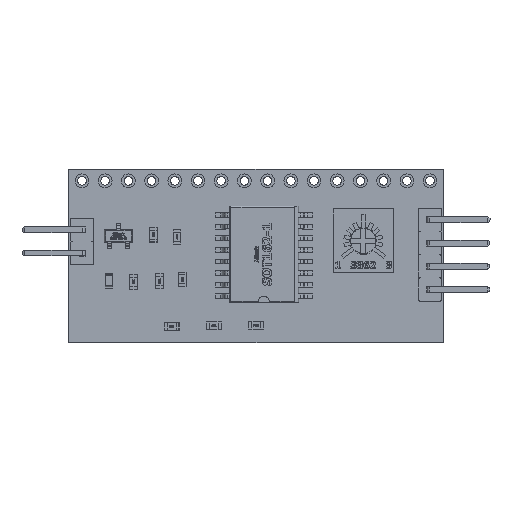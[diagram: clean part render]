
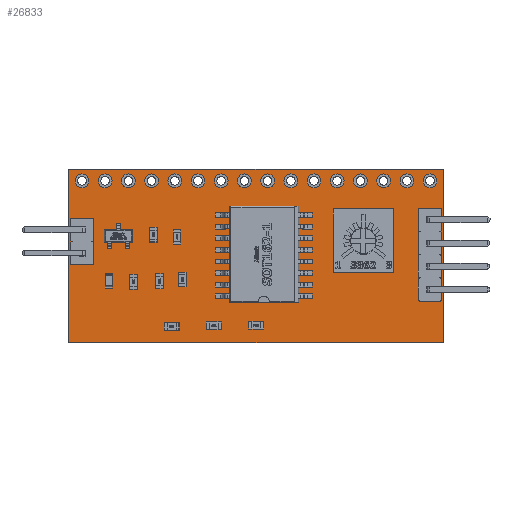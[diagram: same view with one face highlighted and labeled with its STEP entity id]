
A CAD part, top view. The second image highlights one B-rep face of the part: STEP entity #26833.
In plain terms, the highlighted planar face has unit normal (0, 0, 1).
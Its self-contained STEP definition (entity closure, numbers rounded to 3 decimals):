
#1649=FACE_BOUND('',#4563,.T.);
#1650=FACE_BOUND('',#4564,.T.);
#1651=FACE_BOUND('',#4565,.T.);
#1652=FACE_BOUND('',#4566,.T.);
#1653=FACE_BOUND('',#4567,.T.);
#1654=FACE_BOUND('',#4568,.T.);
#1655=FACE_BOUND('',#4569,.T.);
#1656=FACE_BOUND('',#4570,.T.);
#1657=FACE_BOUND('',#4571,.T.);
#1658=FACE_BOUND('',#4572,.T.);
#1659=FACE_BOUND('',#4573,.T.);
#1660=FACE_BOUND('',#4574,.T.);
#1661=FACE_BOUND('',#4575,.T.);
#1662=FACE_BOUND('',#4576,.T.);
#1663=FACE_BOUND('',#4577,.T.);
#1664=FACE_BOUND('',#4578,.T.);
#1665=FACE_BOUND('',#4579,.T.);
#1666=FACE_BOUND('',#4580,.T.);
#1667=FACE_BOUND('',#4581,.T.);
#1668=FACE_BOUND('',#4582,.T.);
#1669=FACE_BOUND('',#4583,.T.);
#1670=FACE_BOUND('',#4584,.T.);
#1878=PLANE('',#28937);
#2896=FACE_OUTER_BOUND('',#4562,.T.);
#4562=EDGE_LOOP('',(#18967,#18968,#18969,#18970));
#4563=EDGE_LOOP('',(#18971));
#4564=EDGE_LOOP('',(#18972));
#4565=EDGE_LOOP('',(#18973));
#4566=EDGE_LOOP('',(#18974));
#4567=EDGE_LOOP('',(#18975));
#4568=EDGE_LOOP('',(#18976));
#4569=EDGE_LOOP('',(#18977));
#4570=EDGE_LOOP('',(#18978));
#4571=EDGE_LOOP('',(#18979));
#4572=EDGE_LOOP('',(#18980));
#4573=EDGE_LOOP('',(#18981));
#4574=EDGE_LOOP('',(#18982));
#4575=EDGE_LOOP('',(#18983));
#4576=EDGE_LOOP('',(#18984));
#4577=EDGE_LOOP('',(#18985));
#4578=EDGE_LOOP('',(#18986));
#4579=EDGE_LOOP('',(#18987));
#4580=EDGE_LOOP('',(#18988));
#4581=EDGE_LOOP('',(#18989));
#4582=EDGE_LOOP('',(#18990));
#4583=EDGE_LOOP('',(#18991));
#4584=EDGE_LOOP('',(#18992));
#6295=LINE('',#37332,#8916);
#6298=LINE('',#37338,#8919);
#6301=LINE('',#37344,#8922);
#6304=LINE('',#37348,#8925);
#8916=VECTOR('',#31104,10.);
#8919=VECTOR('',#31109,10.);
#8922=VECTOR('',#31114,10.);
#8925=VECTOR('',#31119,10.);
#11481=CIRCLE('',#28711,0.75);
#11484=CIRCLE('',#28716,0.75);
#11487=CIRCLE('',#28721,0.75);
#11490=CIRCLE('',#28726,0.75);
#11499=CIRCLE('',#28741,0.75);
#11502=CIRCLE('',#28746,0.75);
#11553=CIRCLE('',#28831,0.75);
#11556=CIRCLE('',#28836,0.75);
#11559=CIRCLE('',#28841,0.75);
#11562=CIRCLE('',#28846,0.75);
#11565=CIRCLE('',#28851,0.75);
#11568=CIRCLE('',#28856,0.75);
#11571=CIRCLE('',#28861,0.75);
#11574=CIRCLE('',#28866,0.75);
#11577=CIRCLE('',#28871,0.75);
#11580=CIRCLE('',#28876,0.75);
#11583=CIRCLE('',#28881,0.75);
#11586=CIRCLE('',#28886,0.75);
#11589=CIRCLE('',#28891,0.75);
#11592=CIRCLE('',#28896,0.75);
#11595=CIRCLE('',#28901,0.75);
#11598=CIRCLE('',#28906,0.75);
#12057=VERTEX_POINT('',#36922);
#12060=VERTEX_POINT('',#36931);
#12063=VERTEX_POINT('',#36940);
#12066=VERTEX_POINT('',#36949);
#12075=VERTEX_POINT('',#36976);
#12078=VERTEX_POINT('',#36985);
#12129=VERTEX_POINT('',#37138);
#12132=VERTEX_POINT('',#37147);
#12135=VERTEX_POINT('',#37156);
#12138=VERTEX_POINT('',#37165);
#12141=VERTEX_POINT('',#37174);
#12144=VERTEX_POINT('',#37183);
#12147=VERTEX_POINT('',#37192);
#12150=VERTEX_POINT('',#37201);
#12153=VERTEX_POINT('',#37210);
#12156=VERTEX_POINT('',#37219);
#12159=VERTEX_POINT('',#37228);
#12162=VERTEX_POINT('',#37237);
#12165=VERTEX_POINT('',#37246);
#12168=VERTEX_POINT('',#37255);
#12171=VERTEX_POINT('',#37264);
#12174=VERTEX_POINT('',#37273);
#12179=VERTEX_POINT('',#37329);
#12180=VERTEX_POINT('',#37331);
#12182=VERTEX_POINT('',#37337);
#12184=VERTEX_POINT('',#37343);
#14662=EDGE_CURVE('',#12057,#12057,#11481,.T.);
#14666=EDGE_CURVE('',#12060,#12060,#11484,.T.);
#14670=EDGE_CURVE('',#12063,#12063,#11487,.T.);
#14674=EDGE_CURVE('',#12066,#12066,#11490,.T.);
#14686=EDGE_CURVE('',#12075,#12075,#11499,.T.);
#14690=EDGE_CURVE('',#12078,#12078,#11502,.T.);
#14758=EDGE_CURVE('',#12129,#12129,#11553,.T.);
#14762=EDGE_CURVE('',#12132,#12132,#11556,.T.);
#14766=EDGE_CURVE('',#12135,#12135,#11559,.T.);
#14770=EDGE_CURVE('',#12138,#12138,#11562,.T.);
#14774=EDGE_CURVE('',#12141,#12141,#11565,.T.);
#14778=EDGE_CURVE('',#12144,#12144,#11568,.T.);
#14782=EDGE_CURVE('',#12147,#12147,#11571,.T.);
#14786=EDGE_CURVE('',#12150,#12150,#11574,.T.);
#14790=EDGE_CURVE('',#12153,#12153,#11577,.T.);
#14794=EDGE_CURVE('',#12156,#12156,#11580,.T.);
#14798=EDGE_CURVE('',#12159,#12159,#11583,.T.);
#14802=EDGE_CURVE('',#12162,#12162,#11586,.T.);
#14806=EDGE_CURVE('',#12165,#12165,#11589,.T.);
#14810=EDGE_CURVE('',#12168,#12168,#11592,.T.);
#14814=EDGE_CURVE('',#12171,#12171,#11595,.T.);
#14818=EDGE_CURVE('',#12174,#12174,#11598,.T.);
#14846=EDGE_CURVE('',#12180,#12179,#6295,.T.);
#14849=EDGE_CURVE('',#12182,#12180,#6298,.T.);
#14852=EDGE_CURVE('',#12184,#12182,#6301,.T.);
#14855=EDGE_CURVE('',#12179,#12184,#6304,.T.);
#18967=ORIENTED_EDGE('',*,*,#14855,.T.);
#18968=ORIENTED_EDGE('',*,*,#14852,.T.);
#18969=ORIENTED_EDGE('',*,*,#14849,.T.);
#18970=ORIENTED_EDGE('',*,*,#14846,.T.);
#18971=ORIENTED_EDGE('',*,*,#14662,.T.);
#18972=ORIENTED_EDGE('',*,*,#14666,.T.);
#18973=ORIENTED_EDGE('',*,*,#14670,.T.);
#18974=ORIENTED_EDGE('',*,*,#14674,.T.);
#18975=ORIENTED_EDGE('',*,*,#14686,.T.);
#18976=ORIENTED_EDGE('',*,*,#14690,.T.);
#18977=ORIENTED_EDGE('',*,*,#14758,.T.);
#18978=ORIENTED_EDGE('',*,*,#14762,.T.);
#18979=ORIENTED_EDGE('',*,*,#14766,.T.);
#18980=ORIENTED_EDGE('',*,*,#14770,.T.);
#18981=ORIENTED_EDGE('',*,*,#14774,.T.);
#18982=ORIENTED_EDGE('',*,*,#14778,.T.);
#18983=ORIENTED_EDGE('',*,*,#14782,.T.);
#18984=ORIENTED_EDGE('',*,*,#14786,.T.);
#18985=ORIENTED_EDGE('',*,*,#14790,.T.);
#18986=ORIENTED_EDGE('',*,*,#14794,.T.);
#18987=ORIENTED_EDGE('',*,*,#14798,.T.);
#18988=ORIENTED_EDGE('',*,*,#14802,.T.);
#18989=ORIENTED_EDGE('',*,*,#14806,.T.);
#18990=ORIENTED_EDGE('',*,*,#14810,.T.);
#18991=ORIENTED_EDGE('',*,*,#14814,.T.);
#18992=ORIENTED_EDGE('',*,*,#14818,.T.);
#26833=ADVANCED_FACE('',(#2896,#1649,#1650,#1651,#1652,#1653,#1654,#1655,
#1656,#1657,#1658,#1659,#1660,#1661,#1662,#1663,#1664,#1665,#1666,#1667,
#1668,#1669,#1670),#1878,.T.);
#28711=AXIS2_PLACEMENT_3D('',#36923,#30596,#30597);
#28716=AXIS2_PLACEMENT_3D('',#36932,#30607,#30608);
#28721=AXIS2_PLACEMENT_3D('',#36941,#30618,#30619);
#28726=AXIS2_PLACEMENT_3D('',#36950,#30629,#30630);
#28741=AXIS2_PLACEMENT_3D('',#36977,#30662,#30663);
#28746=AXIS2_PLACEMENT_3D('',#36986,#30673,#30674);
#28831=AXIS2_PLACEMENT_3D('',#37139,#30860,#30861);
#28836=AXIS2_PLACEMENT_3D('',#37148,#30871,#30872);
#28841=AXIS2_PLACEMENT_3D('',#37157,#30882,#30883);
#28846=AXIS2_PLACEMENT_3D('',#37166,#30893,#30894);
#28851=AXIS2_PLACEMENT_3D('',#37175,#30904,#30905);
#28856=AXIS2_PLACEMENT_3D('',#37184,#30915,#30916);
#28861=AXIS2_PLACEMENT_3D('',#37193,#30926,#30927);
#28866=AXIS2_PLACEMENT_3D('',#37202,#30937,#30938);
#28871=AXIS2_PLACEMENT_3D('',#37211,#30948,#30949);
#28876=AXIS2_PLACEMENT_3D('',#37220,#30959,#30960);
#28881=AXIS2_PLACEMENT_3D('',#37229,#30970,#30971);
#28886=AXIS2_PLACEMENT_3D('',#37238,#30981,#30982);
#28891=AXIS2_PLACEMENT_3D('',#37247,#30992,#30993);
#28896=AXIS2_PLACEMENT_3D('',#37256,#31003,#31004);
#28901=AXIS2_PLACEMENT_3D('',#37265,#31014,#31015);
#28906=AXIS2_PLACEMENT_3D('',#37274,#31025,#31026);
#28937=AXIS2_PLACEMENT_3D('',#37350,#31122,#31123);
#30596=DIRECTION('center_axis',(0.,0.,-1.));
#30597=DIRECTION('ref_axis',(-1.,0.,0.));
#30607=DIRECTION('center_axis',(0.,0.,-1.));
#30608=DIRECTION('ref_axis',(-1.,0.,0.));
#30618=DIRECTION('center_axis',(0.,0.,-1.));
#30619=DIRECTION('ref_axis',(-1.,0.,0.));
#30629=DIRECTION('center_axis',(0.,0.,-1.));
#30630=DIRECTION('ref_axis',(-1.,0.,0.));
#30662=DIRECTION('center_axis',(0.,0.,-1.));
#30663=DIRECTION('ref_axis',(-1.,0.,0.));
#30673=DIRECTION('center_axis',(0.,0.,-1.));
#30674=DIRECTION('ref_axis',(-1.,0.,0.));
#30860=DIRECTION('center_axis',(0.,0.,-1.));
#30861=DIRECTION('ref_axis',(-1.,0.,0.));
#30871=DIRECTION('center_axis',(0.,0.,-1.));
#30872=DIRECTION('ref_axis',(-1.,0.,0.));
#30882=DIRECTION('center_axis',(0.,0.,-1.));
#30883=DIRECTION('ref_axis',(-1.,0.,0.));
#30893=DIRECTION('center_axis',(0.,0.,-1.));
#30894=DIRECTION('ref_axis',(-1.,0.,0.));
#30904=DIRECTION('center_axis',(0.,0.,-1.));
#30905=DIRECTION('ref_axis',(-1.,0.,0.));
#30915=DIRECTION('center_axis',(0.,0.,-1.));
#30916=DIRECTION('ref_axis',(-1.,0.,0.));
#30926=DIRECTION('center_axis',(0.,0.,-1.));
#30927=DIRECTION('ref_axis',(-1.,0.,0.));
#30937=DIRECTION('center_axis',(0.,0.,-1.));
#30938=DIRECTION('ref_axis',(-1.,0.,0.));
#30948=DIRECTION('center_axis',(0.,0.,-1.));
#30949=DIRECTION('ref_axis',(-1.,0.,0.));
#30959=DIRECTION('center_axis',(0.,0.,-1.));
#30960=DIRECTION('ref_axis',(-1.,0.,0.));
#30970=DIRECTION('center_axis',(0.,0.,-1.));
#30971=DIRECTION('ref_axis',(-1.,0.,0.));
#30981=DIRECTION('center_axis',(0.,0.,-1.));
#30982=DIRECTION('ref_axis',(-1.,0.,0.));
#30992=DIRECTION('center_axis',(0.,0.,-1.));
#30993=DIRECTION('ref_axis',(-1.,0.,0.));
#31003=DIRECTION('center_axis',(0.,0.,-1.));
#31004=DIRECTION('ref_axis',(-1.,0.,0.));
#31014=DIRECTION('center_axis',(0.,0.,-1.));
#31015=DIRECTION('ref_axis',(-1.,0.,0.));
#31025=DIRECTION('center_axis',(0.,0.,-1.));
#31026=DIRECTION('ref_axis',(-1.,0.,0.));
#31104=DIRECTION('',(0.,1.,0.));
#31109=DIRECTION('',(1.,0.,0.));
#31114=DIRECTION('',(0.,-1.,0.));
#31119=DIRECTION('',(-1.,0.,0.));
#31122=DIRECTION('center_axis',(0.,0.,1.));
#31123=DIRECTION('ref_axis',(1.,0.,0.));
#36922=CARTESIAN_POINT('',(19.8,-3.81,1.6));
#36923=CARTESIAN_POINT('Origin',(19.05,-3.81,1.6));
#36931=CARTESIAN_POINT('',(19.8,-1.27,1.6));
#36932=CARTESIAN_POINT('Origin',(19.05,-1.27,1.6));
#36940=CARTESIAN_POINT('',(19.8,1.27,1.6));
#36941=CARTESIAN_POINT('Origin',(19.05,1.27,1.6));
#36949=CARTESIAN_POINT('',(19.8,3.81,1.6));
#36950=CARTESIAN_POINT('Origin',(19.05,3.81,1.6));
#36976=CARTESIAN_POINT('',(-18.3,0.09,1.6));
#36977=CARTESIAN_POINT('Origin',(-19.05,0.09,1.6));
#36985=CARTESIAN_POINT('',(-18.3,2.63,1.6));
#36986=CARTESIAN_POINT('Origin',(-19.05,2.63,1.6));
#37138=CARTESIAN_POINT('',(19.8,8.23,1.6));
#37139=CARTESIAN_POINT('Origin',(19.05,8.23,1.6));
#37147=CARTESIAN_POINT('',(17.26,8.23,1.6));
#37148=CARTESIAN_POINT('Origin',(16.51,8.23,1.6));
#37156=CARTESIAN_POINT('',(14.72,8.23,1.6));
#37157=CARTESIAN_POINT('Origin',(13.97,8.23,1.6));
#37165=CARTESIAN_POINT('',(12.18,8.23,1.6));
#37166=CARTESIAN_POINT('Origin',(11.43,8.23,1.6));
#37174=CARTESIAN_POINT('',(9.64,8.23,1.6));
#37175=CARTESIAN_POINT('Origin',(8.89,8.23,1.6));
#37183=CARTESIAN_POINT('',(7.1,8.23,1.6));
#37184=CARTESIAN_POINT('Origin',(6.35,8.23,1.6));
#37192=CARTESIAN_POINT('',(4.56,8.23,1.6));
#37193=CARTESIAN_POINT('Origin',(3.81,8.23,1.6));
#37201=CARTESIAN_POINT('',(2.02,8.23,1.6));
#37202=CARTESIAN_POINT('Origin',(1.27,8.23,1.6));
#37210=CARTESIAN_POINT('',(-0.52,8.23,1.6));
#37211=CARTESIAN_POINT('Origin',(-1.27,8.23,1.6));
#37219=CARTESIAN_POINT('',(-3.06,8.23,1.6));
#37220=CARTESIAN_POINT('Origin',(-3.81,8.23,1.6));
#37228=CARTESIAN_POINT('',(-5.6,8.23,1.6));
#37229=CARTESIAN_POINT('Origin',(-6.35,8.23,1.6));
#37237=CARTESIAN_POINT('',(-8.14,8.23,1.6));
#37238=CARTESIAN_POINT('Origin',(-8.89,8.23,1.6));
#37246=CARTESIAN_POINT('',(-10.68,8.23,1.6));
#37247=CARTESIAN_POINT('Origin',(-11.43,8.23,1.6));
#37255=CARTESIAN_POINT('',(-13.22,8.23,1.6));
#37256=CARTESIAN_POINT('Origin',(-13.97,8.23,1.6));
#37264=CARTESIAN_POINT('',(-15.76,8.23,1.6));
#37265=CARTESIAN_POINT('Origin',(-16.51,8.23,1.6));
#37273=CARTESIAN_POINT('',(-18.3,8.23,1.6));
#37274=CARTESIAN_POINT('Origin',(-19.05,8.23,1.6));
#37329=CARTESIAN_POINT('',(20.5,9.5,1.6));
#37331=CARTESIAN_POINT('',(20.5,-9.5,1.6));
#37332=CARTESIAN_POINT('',(20.5,9.5,1.6));
#37337=CARTESIAN_POINT('',(-20.5,-9.5,1.6));
#37338=CARTESIAN_POINT('',(20.5,-9.5,1.6));
#37343=CARTESIAN_POINT('',(-20.5,9.5,1.6));
#37344=CARTESIAN_POINT('',(-20.5,-9.5,1.6));
#37348=CARTESIAN_POINT('',(-20.5,9.5,1.6));
#37350=CARTESIAN_POINT('Origin',(0.,0.,1.6));
